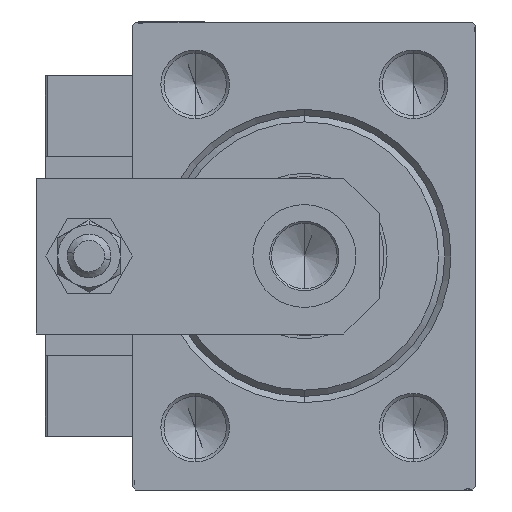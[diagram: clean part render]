
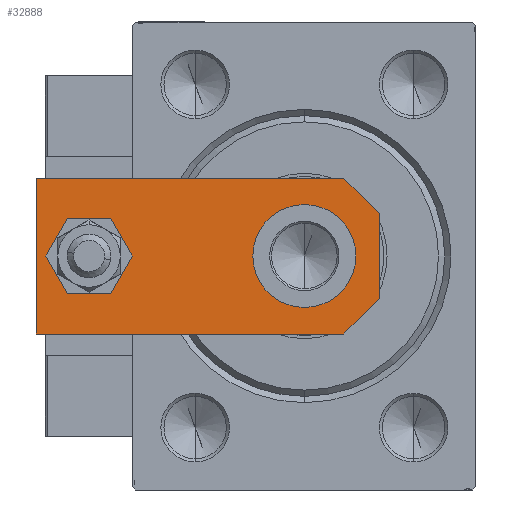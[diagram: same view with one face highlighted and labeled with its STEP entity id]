
A CAD part, left-side view. The second image highlights one B-rep face of the part: STEP entity #32888.
In plain terms, the highlighted face is planar.
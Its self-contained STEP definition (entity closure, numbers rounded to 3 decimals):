
#1199 = CARTESIAN_POINT ( 'NONE',  ( 0., 0., 6. ) ) ;
#1216 = EDGE_CURVE ( 'NONE', #6781, #35006, #15511, .T. ) ;
#1845 = AXIS2_PLACEMENT_3D ( 'NONE', #1199, #16232, #27919 ) ;
#2177 = DIRECTION ( 'NONE',  ( 0.707, 0.707, 0. ) ) ;
#2418 = CARTESIAN_POINT ( 'NONE',  ( 12.5, 0., 6. ) ) ;
#3837 = CARTESIAN_POINT ( 'NONE',  ( -12.5, 0., 6. ) ) ;
#4024 = EDGE_CURVE ( 'NONE', #26301, #19587, #6686, .T. ) ;
#4980 = ORIENTED_EDGE ( 'NONE', *, *, #30881, .F. ) ;
#5292 = AXIS2_PLACEMENT_3D ( 'NONE', #14671, #42440, #26081 ) ;
#5919 = DIRECTION ( 'NONE',  ( 0., -1., 0. ) ) ;
#6686 = LINE ( 'NONE', #18605, #26269 ) ;
#6781 = VERTEX_POINT ( 'NONE', #40709 ) ;
#7550 = LINE ( 'NONE', #18514, #41226 ) ;
#8108 = VECTOR ( 'NONE', #47699, 1000. ) ;
#8322 = VERTEX_POINT ( 'NONE', #8681 ) ;
#8681 = CARTESIAN_POINT ( 'NONE',  ( 12.5, 55., 6. ) ) ;
#8933 = EDGE_LOOP ( 'NONE', ( #4980, #39625 ) ) ;
#9081 = CARTESIAN_POINT ( 'NONE',  ( -3.42, -3.42, 6. ) ) ;
#11120 = VERTEX_POINT ( 'NONE', #34904 ) ;
#11130 = DIRECTION ( 'NONE',  ( 0., 0., 1. ) ) ;
#11321 = ORIENTED_EDGE ( 'NONE', *, *, #4024, .T. ) ;
#11389 = CARTESIAN_POINT ( 'NONE',  ( 0., 12., 6. ) ) ;
#12725 = CIRCLE ( 'NONE', #5292, 8.25 ) ;
#14671 = CARTESIAN_POINT ( 'NONE',  ( 0., 12., 6. ) ) ;
#15511 = LINE ( 'NONE', #3837, #8108 ) ;
#16232 = DIRECTION ( 'NONE',  ( 0., 0., 1. ) ) ;
#16834 = VECTOR ( 'NONE', #42171, 1000. ) ;
#18514 = CARTESIAN_POINT ( 'NONE',  ( 3.42, -3.42, 6. ) ) ;
#18605 = CARTESIAN_POINT ( 'NONE',  ( -12.5, 55., 6. ) ) ;
#18903 = DIRECTION ( 'NONE',  ( 1., 0., 0. ) ) ;
#19587 = VERTEX_POINT ( 'NONE', #27914 ) ;
#20139 = PLANE ( 'NONE',  #1845 ) ;
#20248 = VERTEX_POINT ( 'NONE', #43115 ) ;
#20302 = CARTESIAN_POINT ( 'NONE',  ( 0., 46.5, 6. ) ) ;
#20909 = FACE_BOUND ( 'NONE', #8933, .T. ) ;
#21412 = CARTESIAN_POINT ( 'NONE',  ( 6.84, 0., 6. ) ) ;
#23302 = VERTEX_POINT ( 'NONE', #30659 ) ;
#23376 = AXIS2_PLACEMENT_3D ( 'NONE', #11389, #11130, #18903 ) ;
#23387 = ORIENTED_EDGE ( 'NONE', *, *, #28862, .T. ) ;
#23666 = DIRECTION ( 'NONE',  ( 0., 0., 1. ) ) ;
#24317 = EDGE_LOOP ( 'NONE', ( #11321, #23387, #41920, #50463, #27477, #31977 ) ) ;
#24346 = DIRECTION ( 'NONE',  ( 1., 0., 0. ) ) ;
#24980 = VERTEX_POINT ( 'NONE', #35462 ) ;
#26081 = DIRECTION ( 'NONE',  ( 1., 0., 0. ) ) ;
#26269 = VECTOR ( 'NONE', #5919, 1000. ) ;
#26301 = VERTEX_POINT ( 'NONE', #32866 ) ;
#26610 = AXIS2_PLACEMENT_3D ( 'NONE', #20302, #23666, #43673 ) ;
#27091 = LINE ( 'NONE', #50758, #16834 ) ;
#27477 = ORIENTED_EDGE ( 'NONE', *, *, #40623, .T. ) ;
#27914 = CARTESIAN_POINT ( 'NONE',  ( -12.5, 5.66, 6. ) ) ;
#27919 = DIRECTION ( 'NONE',  ( 1., 0., 0. ) ) ;
#28776 = LINE ( 'NONE', #9081, #43106 ) ;
#28862 = EDGE_CURVE ( 'NONE', #19587, #6781, #28776, .T. ) ;
#29022 = DIRECTION ( 'NONE',  ( 0., 0., 1. ) ) ;
#30659 = CARTESIAN_POINT ( 'NONE',  ( -8.25, 12., 6. ) ) ;
#30881 = EDGE_CURVE ( 'NONE', #35659, #20248, #36546, .T. ) ;
#31977 = ORIENTED_EDGE ( 'NONE', *, *, #39554, .T. ) ;
#32866 = CARTESIAN_POINT ( 'NONE',  ( -12.5, 55., 6. ) ) ;
#32888 = ADVANCED_FACE ( 'NONE', ( #20909, #33780, #44268 ), #20139, .T. ) ;
#33780 = FACE_OUTER_BOUND ( 'NONE', #24317, .T. ) ;
#34904 = CARTESIAN_POINT ( 'NONE',  ( 12.5, 5.66, 6. ) ) ;
#35006 = VERTEX_POINT ( 'NONE', #21412 ) ;
#35462 = CARTESIAN_POINT ( 'NONE',  ( 8.25, 12., 6. ) ) ;
#35659 = VERTEX_POINT ( 'NONE', #44864 ) ;
#36546 = CIRCLE ( 'NONE', #26610, 4. ) ;
#36996 = EDGE_CURVE ( 'NONE', #24980, #23302, #38317, .T. ) ;
#37342 = ORIENTED_EDGE ( 'NONE', *, *, #36996, .F. ) ;
#37814 = CIRCLE ( 'NONE', #47817, 4. ) ;
#38317 = CIRCLE ( 'NONE', #23376, 8.25 ) ;
#38469 = DIRECTION ( 'NONE',  ( 0., 1., 0. ) ) ;
#38732 = ORIENTED_EDGE ( 'NONE', *, *, #40195, .F. ) ;
#39554 = EDGE_CURVE ( 'NONE', #8322, #26301, #27091, .T. ) ;
#39625 = ORIENTED_EDGE ( 'NONE', *, *, #44994, .F. ) ;
#39933 = CARTESIAN_POINT ( 'NONE',  ( 0., 46.5, 6. ) ) ;
#40088 = VECTOR ( 'NONE', #38469, 1000. ) ;
#40195 = EDGE_CURVE ( 'NONE', #23302, #24980, #12725, .T. ) ;
#40623 = EDGE_CURVE ( 'NONE', #11120, #8322, #46792, .T. ) ;
#40709 = CARTESIAN_POINT ( 'NONE',  ( -6.84, 0., 6. ) ) ;
#41094 = EDGE_LOOP ( 'NONE', ( #38732, #37342 ) ) ;
#41226 = VECTOR ( 'NONE', #2177, 1000. ) ;
#41920 = ORIENTED_EDGE ( 'NONE', *, *, #1216, .T. ) ;
#42171 = DIRECTION ( 'NONE',  ( -1., 0., 0. ) ) ;
#42440 = DIRECTION ( 'NONE',  ( 0., 0., 1. ) ) ;
#43106 = VECTOR ( 'NONE', #44109, 1000. ) ;
#43115 = CARTESIAN_POINT ( 'NONE',  ( 4., 46.5, 6. ) ) ;
#43673 = DIRECTION ( 'NONE',  ( 1., 0., 0. ) ) ;
#44109 = DIRECTION ( 'NONE',  ( 0.707, -0.707, 0. ) ) ;
#44268 = FACE_BOUND ( 'NONE', #41094, .T. ) ;
#44864 = CARTESIAN_POINT ( 'NONE',  ( -4., 46.5, 6. ) ) ;
#44994 = EDGE_CURVE ( 'NONE', #20248, #35659, #37814, .T. ) ;
#46792 = LINE ( 'NONE', #2418, #40088 ) ;
#47699 = DIRECTION ( 'NONE',  ( 1., 0., 0. ) ) ;
#47817 = AXIS2_PLACEMENT_3D ( 'NONE', #39933, #29022, #24346 ) ;
#50463 = ORIENTED_EDGE ( 'NONE', *, *, #50604, .T. ) ;
#50604 = EDGE_CURVE ( 'NONE', #35006, #11120, #7550, .T. ) ;
#50758 = CARTESIAN_POINT ( 'NONE',  ( 12.5, 55., 6. ) ) ;
